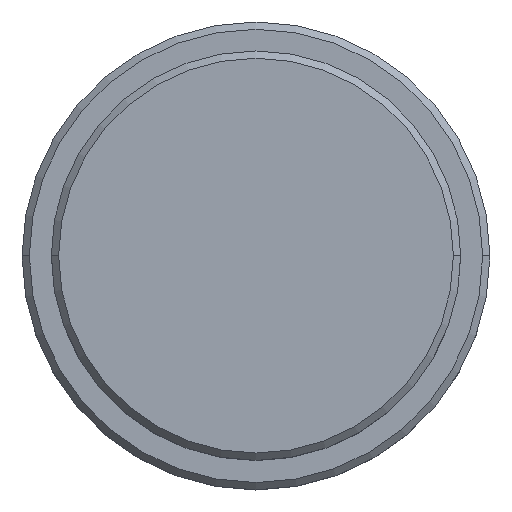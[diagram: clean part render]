
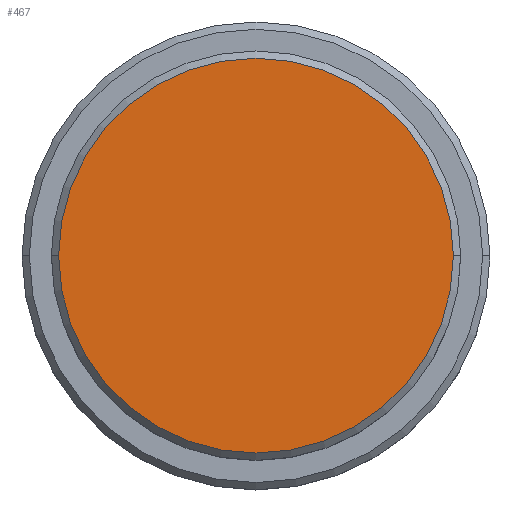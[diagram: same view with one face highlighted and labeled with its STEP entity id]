
A CAD part, top view. The second image highlights one B-rep face of the part: STEP entity #467.
In plain terms, the highlighted planar face has unit normal (0, 0, 1).
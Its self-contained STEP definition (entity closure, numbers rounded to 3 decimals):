
#13 = DIRECTION ( 'NONE',  ( 1., 0., 0. ) ) ;
#58 = CARTESIAN_POINT ( 'NONE',  ( 0., 0., 0. ) ) ;
#86 = EDGE_CURVE ( 'NONE', #990, #789, #189, .T. ) ;
#120 = ORIENTED_EDGE ( 'NONE', *, *, #178, .T. ) ;
#178 = EDGE_CURVE ( 'NONE', #789, #990, #763, .T. ) ;
#189 = CIRCLE ( 'NONE', #1132, 13.5 ) ;
#251 = CARTESIAN_POINT ( 'NONE',  ( -13.5, 0., 0. ) ) ;
#253 = DIRECTION ( 'NONE',  ( 0., 0., 1. ) ) ;
#300 = AXIS2_PLACEMENT_3D ( 'NONE', #671, #463, #13 ) ;
#435 = DIRECTION ( 'NONE',  ( 1., 0., 0. ) ) ;
#450 = FACE_OUTER_BOUND ( 'NONE', #1238, .T. ) ;
#463 = DIRECTION ( 'NONE',  ( 0., 0., 1. ) ) ;
#466 = CARTESIAN_POINT ( 'NONE',  ( 0., 0., 0. ) ) ;
#467 = ADVANCED_FACE ( 'NONE', ( #450 ), #691, .T. ) ;
#532 = AXIS2_PLACEMENT_3D ( 'NONE', #466, #253, #698 ) ;
#547 = ORIENTED_EDGE ( 'NONE', *, *, #86, .T. ) ;
#671 = CARTESIAN_POINT ( 'NONE',  ( 0., 0., 0. ) ) ;
#691 = PLANE ( 'NONE',  #532 ) ;
#698 = DIRECTION ( 'NONE',  ( 1., 0., 0. ) ) ;
#763 = CIRCLE ( 'NONE', #300, 13.5 ) ;
#789 = VERTEX_POINT ( 'NONE', #939 ) ;
#939 = CARTESIAN_POINT ( 'NONE',  ( 13.5, 0., 0. ) ) ;
#990 = VERTEX_POINT ( 'NONE', #251 ) ;
#1001 = DIRECTION ( 'NONE',  ( 0., 0., 1. ) ) ;
#1132 = AXIS2_PLACEMENT_3D ( 'NONE', #58, #1001, #435 ) ;
#1238 = EDGE_LOOP ( 'NONE', ( #547, #120 ) ) ;
